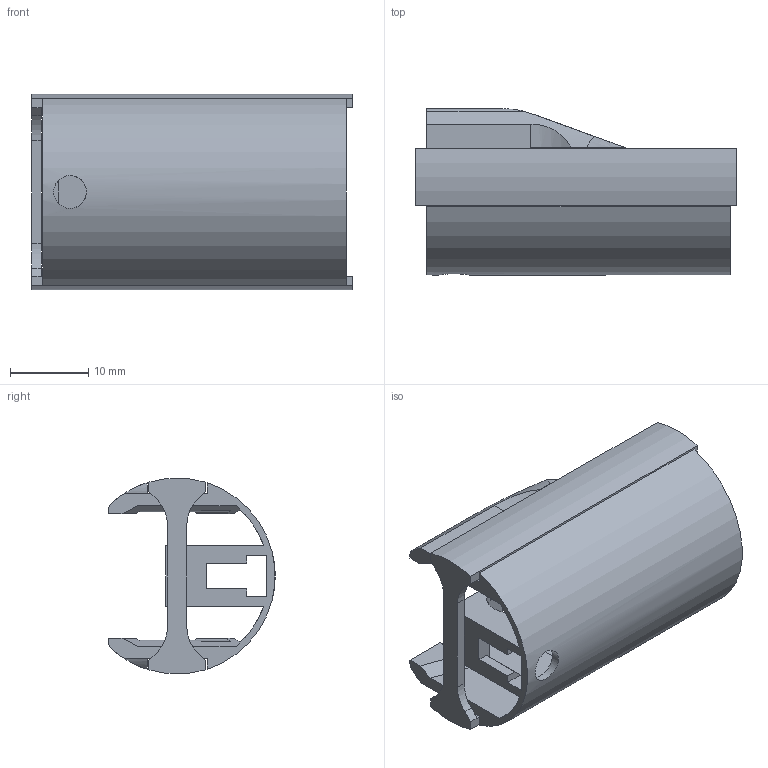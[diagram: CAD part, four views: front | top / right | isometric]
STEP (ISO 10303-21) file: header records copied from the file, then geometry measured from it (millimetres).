
FILE_DESCRIPTION(/* description */ (''),/* implementation_level */ '2;1');
FILE_NAME(/* name */ 'Tilted Proffie Module with Recharge Port1.3.step',/* time_stamp */ '2020-02-19T12:28:08-05:00',/* author */ (''),/* organization */ (''),/* preprocessor_version */ 'ST-DEVELOPER v18',/* originating_system */ 'Autodesk Translation Framework v8.12.0.6',/* authorisation */ '');
FILE_SCHEMA (('AUTOMOTIVE_DESIGN { 1 0 10303 214 3 1 1 }'));
Length unit declared in the file: millimetre
Products named in the file (3): Tilted Proffie w/1.3mm; Rails; Proffie Cradle
Assembly tree (2 placements, depth 2):
  Tilted Proffie w/1.3mm
    Rails
    Proffie Cradle
Bounding box: 41.05 x 21.3 x 25.1 mm (x, y, z)
Volume: 3961.8 mm3; surface area: 6334.7 mm2
Topology: 2 solids, 2 shells, 97 faces, 276 edges, 181 vertices
Faces by surface type: plane 72, cylinder 23, bspline 2
Full cylindrical faces by diameter (mm): 4.2 x1
Entity records: 3333 total; most frequent: CARTESIAN_POINT 706, ORIENTED_EDGE 550, DIRECTION 514, EDGE_CURVE 275, LINE 208, VECTOR 208, VERTEX_POINT 181, AXIS2_PLACEMENT_3D 153
